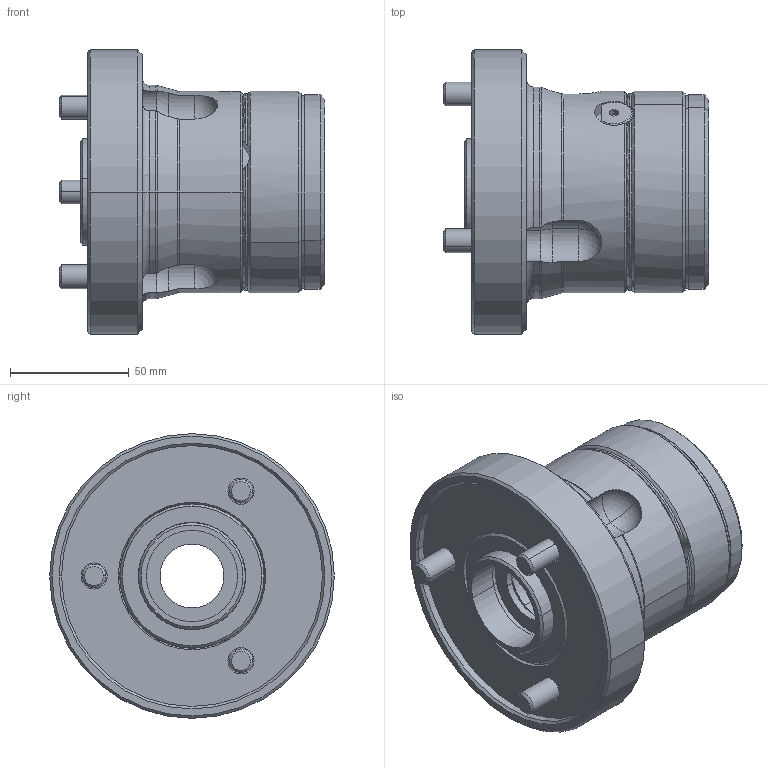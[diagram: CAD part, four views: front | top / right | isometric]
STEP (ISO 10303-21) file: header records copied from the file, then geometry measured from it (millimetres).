
FILE_DESCRIPTION (( 'STEP AP203' ), '1' );
FILE_NAME ('CF-CL-26.STEP', '2019-07-18T08:42:52', ( '' ), ( '' ), 'SwSTEP 2.0', 'SolidWorks 2016', '' );
FILE_SCHEMA (( 'CONFIG_CONTROL_DESIGN' ));
Length unit declared in the file: millimetre
Products named in the file (8): CF-CL-26-04000; 圓頭內六角螺栓_M10x25; CF-CL-30-01010; CF-CL-26; CF-CL-26-02000; CF-CL-30-04010; CF-CL-26-03000; FSW320300
Assembly tree (9 placements, depth 2):
  CF-CL-26
    CF-CL-26-02000
    CF-CL-26-03000
    CF-CL-26-04000
    CF-CL-30-01010
    CF-CL-30-04010
    FSW320300
    圓頭內六角螺栓_M10x25  x3
Bounding box: 112 x 120 x 120 mm (x, y, z)
Volume: 551056.6 mm3; surface area: 133978.8 mm2
Topology: 9 solids, 9 shells, 316 faces, 752 edges, 457 vertices
Faces by surface type: cylinder 114, plane 97, cone 77, torus 16, sphere 12
Entity records: 9229 total; most frequent: CARTESIAN_POINT 2180, DIRECTION 1384, ORIENTED_EDGE 1216, EDGE_CURVE 608, AXIS2_PLACEMENT_3D 578, VERTEX_POINT 379, EDGE_LOOP 309, CIRCLE 300
